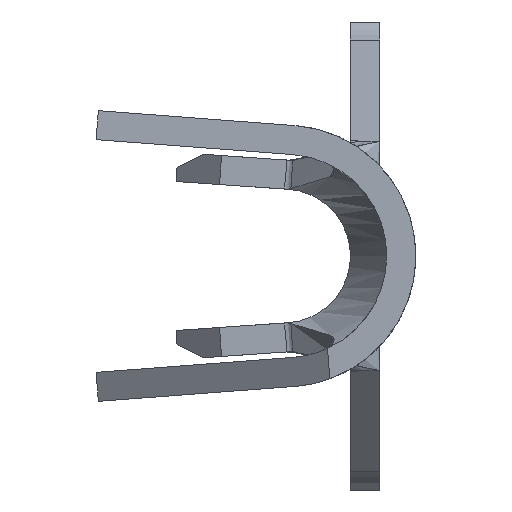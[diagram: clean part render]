
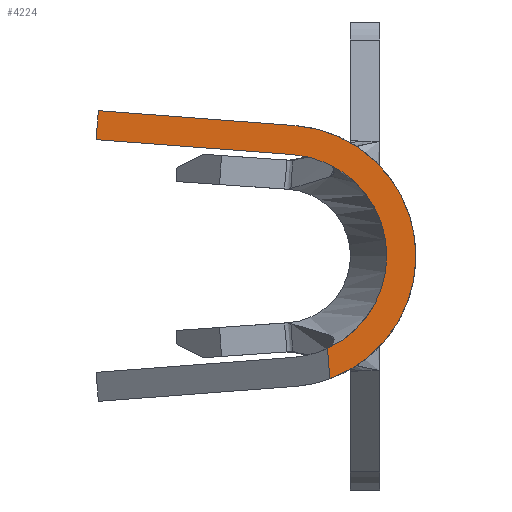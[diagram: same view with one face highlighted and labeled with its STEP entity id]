
A CAD part, left-side view. The second image highlights one B-rep face of the part: STEP entity #4224.
In plain terms, the highlighted planar face has unit normal (-1, 0, 0).
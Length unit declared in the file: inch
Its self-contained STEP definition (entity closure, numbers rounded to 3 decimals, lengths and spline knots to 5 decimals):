
#108 = PLANE ( 'NONE',  #4441 ) ;
#172 = DIRECTION ( 'NONE',  ( 0., 0., -1. ) ) ;
#289 = DIRECTION ( 'NONE',  ( 1., 0., 0. ) ) ;
#643 = CARTESIAN_POINT ( 'NONE',  ( -0.53, 0.065, 0. ) ) ;
#687 = CARTESIAN_POINT ( 'NONE',  ( -0.53, 0.05971, 0.0698 ) ) ;
#699 = EDGE_CURVE ( 'NONE', #2792, #2323, #2142, .T. ) ;
#916 = CARTESIAN_POINT ( 'NONE',  ( -0.53, 0.195, 0.08006 ) ) ;
#946 = LINE ( 'NONE', #1477, #6291 ) ;
#1062 = EDGE_CURVE ( 'NONE', #6348, #2430, #1734, .T. ) ;
#1170 = DIRECTION ( 'NONE',  ( 1., 0., 0. ) ) ;
#1415 = ORIENTED_EDGE ( 'NONE', *, *, #699, .F. ) ;
#1477 = CARTESIAN_POINT ( 'NONE',  ( -0.53, 0.04075, 0.00184 ) ) ;
#1557 = LINE ( 'NONE', #3561, #2943 ) ;
#1734 = CIRCLE ( 'NONE', #2594, 0.07 ) ;
#1968 = DIRECTION ( 'NONE',  ( 0., -0.076, 0.997 ) ) ;
#1999 = EDGE_LOOP ( 'NONE', ( #6390, #4759, #1415, #2942, #3493, #6021 ) ) ;
#2016 = CARTESIAN_POINT ( 'NONE',  ( -0.53, 0.03579, -0.06361 ) ) ;
#2142 = CIRCLE ( 'NONE', #4100, 0.09 ) ;
#2183 = CARTESIAN_POINT ( 'NONE',  ( -0.53, 0.0582, 0.08974 ) ) ;
#2207 = EDGE_CURVE ( 'NONE', #5863, #2792, #1557, .T. ) ;
#2214 = CARTESIAN_POINT ( 'NONE',  ( -0.53, 0.0342, -0.08457 ) ) ;
#2323 = VERTEX_POINT ( 'NONE', #2214 ) ;
#2430 = VERTEX_POINT ( 'NONE', #687 ) ;
#2521 = VECTOR ( 'NONE', #1968, 39.37008 ) ;
#2594 = AXIS2_PLACEMENT_3D ( 'NONE', #6398, #3320, #172 ) ;
#2792 = VERTEX_POINT ( 'NONE', #2183 ) ;
#2923 = FACE_OUTER_BOUND ( 'NONE', #1999, .T. ) ;
#2942 = ORIENTED_EDGE ( 'NONE', *, *, #2207, .F. ) ;
#2943 = VECTOR ( 'NONE', #6106, 39.37008 ) ;
#3071 = VECTOR ( 'NONE', #3605, 39.37008 ) ;
#3320 = DIRECTION ( 'NONE',  ( -1., 0., 0. ) ) ;
#3426 = CARTESIAN_POINT ( 'NONE',  ( -0.53, 0.065, 0. ) ) ;
#3493 = ORIENTED_EDGE ( 'NONE', *, *, #4515, .F. ) ;
#3561 = CARTESIAN_POINT ( 'NONE',  ( -0.53, 0.0582, 0.08974 ) ) ;
#3605 = DIRECTION ( 'NONE',  ( 0., 0.997, 0.076 ) ) ;
#3941 = DIRECTION ( 'NONE',  ( 0., 0., -1. ) ) ;
#4100 = AXIS2_PLACEMENT_3D ( 'NONE', #3426, #289, #3941 ) ;
#4224 = ADVANCED_FACE ( 'NONE', ( #2923 ), #108, .F. ) ;
#4326 = VERTEX_POINT ( 'NONE', #4951 ) ;
#4441 = AXIS2_PLACEMENT_3D ( 'NONE', #643, #1170, #4795 ) ;
#4515 = EDGE_CURVE ( 'NONE', #4326, #5863, #5244, .T. ) ;
#4554 = EDGE_CURVE ( 'NONE', #6348, #2323, #946, .T. ) ;
#4759 = ORIENTED_EDGE ( 'NONE', *, *, #4554, .T. ) ;
#4795 = DIRECTION ( 'NONE',  ( 0., 0., -1. ) ) ;
#4951 = CARTESIAN_POINT ( 'NONE',  ( -0.53, 0.195, 0.08006 ) ) ;
#4984 = CARTESIAN_POINT ( 'NONE',  ( -0.53, 0.19349, 0.1 ) ) ;
#5244 = LINE ( 'NONE', #916, #2521 ) ;
#5637 = CARTESIAN_POINT ( 'NONE',  ( -0.53, 0.05971, 0.0698 ) ) ;
#5788 = LINE ( 'NONE', #5637, #3071 ) ;
#5863 = VERTEX_POINT ( 'NONE', #4984 ) ;
#5951 = EDGE_CURVE ( 'NONE', #2430, #4326, #5788, .T. ) ;
#6021 = ORIENTED_EDGE ( 'NONE', *, *, #5951, .F. ) ;
#6106 = DIRECTION ( 'NONE',  ( 0., -0.997, -0.076 ) ) ;
#6147 = DIRECTION ( 'NONE',  ( 0., -0.076, -0.997 ) ) ;
#6291 = VECTOR ( 'NONE', #6147, 39.37008 ) ;
#6348 = VERTEX_POINT ( 'NONE', #2016 ) ;
#6390 = ORIENTED_EDGE ( 'NONE', *, *, #1062, .F. ) ;
#6398 = CARTESIAN_POINT ( 'NONE',  ( -0.53, 0.065, 0. ) ) ;
